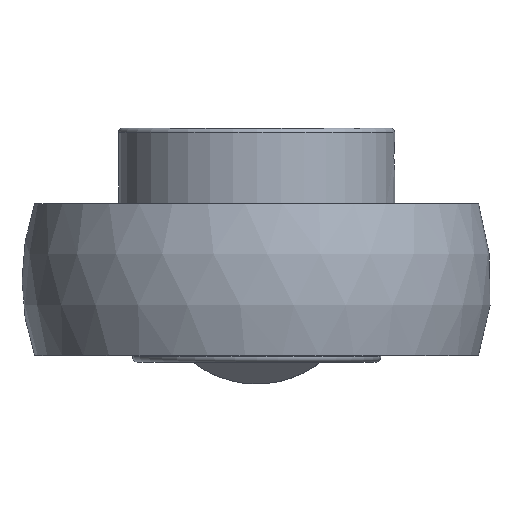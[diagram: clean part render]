
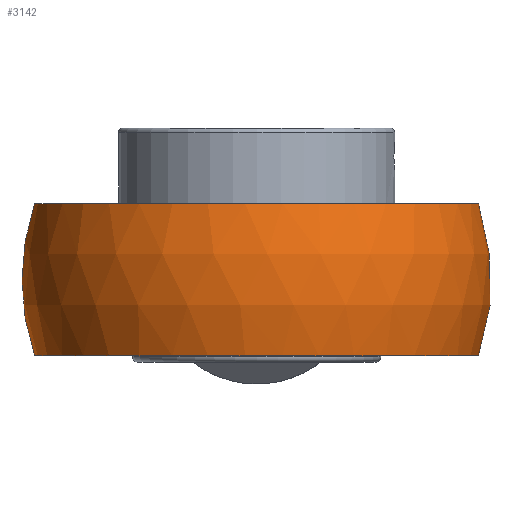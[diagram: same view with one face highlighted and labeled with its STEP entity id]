
A CAD part, front view. The second image highlights one B-rep face of the part: STEP entity #3142.
In plain terms, the highlighted spherical face has radius 54 mm.
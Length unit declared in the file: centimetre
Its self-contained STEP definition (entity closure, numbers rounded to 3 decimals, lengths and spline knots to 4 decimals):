
#3054=CARTESIAN_POINT('',(0.,0.,0.));
#3055=DIRECTION('',(0.,0.,1.));
#3056=DIRECTION('',(1.,0.,0.));
#3057=AXIS2_PLACEMENT_3D('',#3054,#3055,#3056);
#3058=SPHERICAL_SURFACE('',#3057,5.4);
#3059=CARTESIAN_POINT('',(-5.1086,0.,1.75));
#3060=VERTEX_POINT('',#3059);
#3061=CARTESIAN_POINT('',(-5.1086,0.,-1.75));
#3062=VERTEX_POINT('',#3061);
#3063=CARTESIAN_POINT('',(0.,0.,0.));
#3064=DIRECTION('',(-0.,-1.,0.));
#3065=DIRECTION('',(-1.,0.,0.));
#3066=AXIS2_PLACEMENT_3D('',#3063,#3064,#3065);
#3067=CIRCLE('',#3066,5.4);
#3068=EDGE_CURVE('',#3060,#3062,#3067,.T.);
#3069=ORIENTED_EDGE('',*,*,#3068,.T.);
#3070=CARTESIAN_POINT('',(1.6424,4.8374,-1.75));
#3071=VERTEX_POINT('',#3070);
#3072=CARTESIAN_POINT('',(0.,0.,-1.75));
#3073=DIRECTION('',(-0.,-0.,-1.));
#3074=DIRECTION('',(0.,-1.,0.));
#3075=AXIS2_PLACEMENT_3D('',#3072,#3073,#3074);
#3076=CIRCLE('',#3075,5.1086);
#3077=EDGE_CURVE('',#3071,#3062,#3076,.T.);
#3078=ORIENTED_EDGE('',*,*,#3077,.F.);
#3079=CARTESIAN_POINT('',(2.3812,4.8374,-0.3));
#3080=VERTEX_POINT('',#3079);
#3081=CARTESIAN_POINT('',(0.,4.8374,0.));
#3082=DIRECTION('',(-0.,1.,0.));
#3083=DIRECTION('',(1.,0.,0.));
#3084=AXIS2_PLACEMENT_3D('',#3081,#3082,#3083);
#3085=CIRCLE('',#3084,2.4);
#3086=EDGE_CURVE('',#3080,#3071,#3085,.T.);
#3087=ORIENTED_EDGE('',*,*,#3086,.F.);
#3088=CARTESIAN_POINT('',(5.3406,0.74,-0.3));
#3089=VERTEX_POINT('',#3088);
#3090=CARTESIAN_POINT('',(-0.,0.,-0.3));
#3091=DIRECTION('',(-0.,-0.,-1.));
#3092=DIRECTION('',(0.,-1.,0.));
#3093=AXIS2_PLACEMENT_3D('',#3090,#3091,#3092);
#3094=CIRCLE('',#3093,5.3917);
#3095=EDGE_CURVE('',#3080,#3089,#3094,.T.);
#3096=ORIENTED_EDGE('',*,*,#3095,.T.);
#3097=CARTESIAN_POINT('',(5.3491,0.74,-0.));
#3098=VERTEX_POINT('',#3097);
#3099=CARTESIAN_POINT('',(-0.,0.74,0.));
#3100=DIRECTION('',(0.,-1.,-0.));
#3101=DIRECTION('',(0.,-0.,1.));
#3102=AXIS2_PLACEMENT_3D('',#3099,#3100,#3101);
#3103=CIRCLE('',#3102,5.3491);
#3104=EDGE_CURVE('',#3089,#3098,#3103,.T.);
#3105=ORIENTED_EDGE('',*,*,#3104,.T.);
#3106=CARTESIAN_POINT('',(5.3406,0.74,0.3));
#3107=VERTEX_POINT('',#3106);
#3108=CARTESIAN_POINT('',(-0.,0.74,0.));
#3109=DIRECTION('',(0.,-1.,-0.));
#3110=DIRECTION('',(0.,-0.,1.));
#3111=AXIS2_PLACEMENT_3D('',#3108,#3109,#3110);
#3112=CIRCLE('',#3111,5.3491);
#3113=EDGE_CURVE('',#3098,#3107,#3112,.T.);
#3114=ORIENTED_EDGE('',*,*,#3113,.T.);
#3115=CARTESIAN_POINT('',(2.3812,4.8374,0.3));
#3116=VERTEX_POINT('',#3115);
#3117=CARTESIAN_POINT('',(0.,0.,0.3));
#3118=DIRECTION('',(0.,-0.,1.));
#3119=DIRECTION('',(0.,1.,0.));
#3120=AXIS2_PLACEMENT_3D('',#3117,#3118,#3119);
#3121=CIRCLE('',#3120,5.3917);
#3122=EDGE_CURVE('',#3107,#3116,#3121,.T.);
#3123=ORIENTED_EDGE('',*,*,#3122,.T.);
#3124=CARTESIAN_POINT('',(1.6424,4.8374,1.75));
#3125=VERTEX_POINT('',#3124);
#3126=CARTESIAN_POINT('',(0.,4.8374,0.));
#3127=DIRECTION('',(-0.,1.,0.));
#3128=DIRECTION('',(1.,0.,0.));
#3129=AXIS2_PLACEMENT_3D('',#3126,#3127,#3128);
#3130=CIRCLE('',#3129,2.4);
#3131=EDGE_CURVE('',#3125,#3116,#3130,.T.);
#3132=ORIENTED_EDGE('',*,*,#3131,.F.);
#3133=CARTESIAN_POINT('',(0.,0.,1.75));
#3134=DIRECTION('',(0.,-0.,1.));
#3135=DIRECTION('',(0.,1.,0.));
#3136=AXIS2_PLACEMENT_3D('',#3133,#3134,#3135);
#3137=CIRCLE('',#3136,5.1086);
#3138=EDGE_CURVE('',#3060,#3125,#3137,.T.);
#3139=ORIENTED_EDGE('',*,*,#3138,.F.);
#3140=EDGE_LOOP('',(#3069,#3078,#3087,#3096,#3105,#3114,#3123,#3132,#3139));
#3141=FACE_BOUND('',#3140,.T.);
#3142=ADVANCED_FACE('',(#3141),#3058,.T.);
